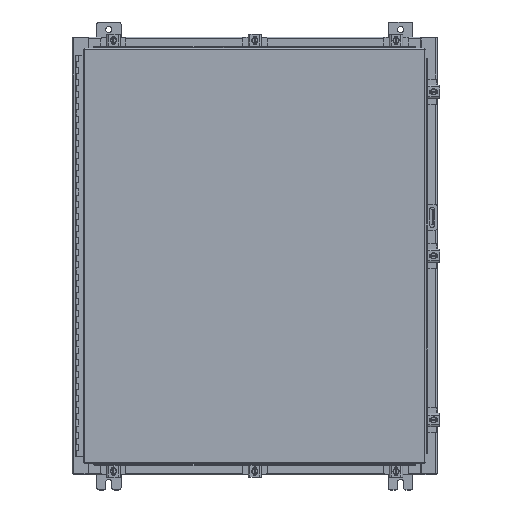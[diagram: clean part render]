
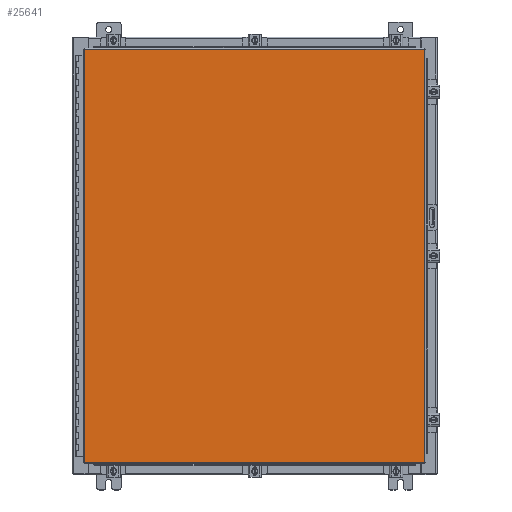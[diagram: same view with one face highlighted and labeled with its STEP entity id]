
A CAD part, top view. The second image highlights one B-rep face of the part: STEP entity #25641.
In plain terms, the highlighted planar face has unit normal (0, 0, 1).
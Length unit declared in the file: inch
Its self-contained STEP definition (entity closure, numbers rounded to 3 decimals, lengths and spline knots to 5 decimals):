
#120 = CARTESIAN_POINT ( 'NONE',  ( 13.9903, -17.0063, 0. ) ) ;
#190 = CARTESIAN_POINT ( 'NONE',  ( 13.9903, -17.0063, 0. ) ) ;
#953 = EDGE_LOOP ( 'NONE', ( #33686, #8342, #34039, #15385 ) ) ;
#1912 = EDGE_CURVE ( 'NONE', #29605, #11529, #9495, .T. ) ;
#2059 = VECTOR ( 'NONE', #27207, 39.37008 ) ;
#3304 = DIRECTION ( 'NONE',  ( 0., -1., 0. ) ) ;
#8342 = ORIENTED_EDGE ( 'NONE', *, *, #24426, .T. ) ;
#8872 = VERTEX_POINT ( 'NONE', #27887 ) ;
#9338 = FACE_OUTER_BOUND ( 'NONE', #953, .T. ) ;
#9495 = LINE ( 'NONE', #13674, #18539 ) ;
#10206 = EDGE_CURVE ( 'NONE', #15777, #29605, #15939, .T. ) ;
#11529 = VERTEX_POINT ( 'NONE', #120 ) ;
#13361 = PLANE ( 'NONE',  #43499 ) ;
#13674 = CARTESIAN_POINT ( 'NONE',  ( -13.9903, -17.0063, 0. ) ) ;
#13844 = VECTOR ( 'NONE', #3304, 39.37008 ) ;
#15385 = ORIENTED_EDGE ( 'NONE', *, *, #10206, .T. ) ;
#15777 = VERTEX_POINT ( 'NONE', #39285 ) ;
#15939 = LINE ( 'NONE', #20185, #13844 ) ;
#15982 = CARTESIAN_POINT ( 'NONE',  ( 0., 0., 0. ) ) ;
#16369 = EDGE_CURVE ( 'NONE', #8872, #15777, #16611, .T. ) ;
#16611 = LINE ( 'NONE', #39233, #42444 ) ;
#17910 = DIRECTION ( 'NONE',  ( -1., 0., 0. ) ) ;
#18539 = VECTOR ( 'NONE', #30500, 39.37008 ) ;
#20094 = LINE ( 'NONE', #190, #2059 ) ;
#20185 = CARTESIAN_POINT ( 'NONE',  ( -13.9903, 17.0063, 0. ) ) ;
#21145 = CARTESIAN_POINT ( 'NONE',  ( -13.9903, -17.0063, 0. ) ) ;
#24426 = EDGE_CURVE ( 'NONE', #11529, #8872, #20094, .T. ) ;
#25641 = ADVANCED_FACE ( 'NONE', ( #9338 ), #13361, .F. ) ;
#27207 = DIRECTION ( 'NONE',  ( 0., 1., 0. ) ) ;
#27887 = CARTESIAN_POINT ( 'NONE',  ( 13.9903, 17.0063, 0. ) ) ;
#29605 = VERTEX_POINT ( 'NONE', #21145 ) ;
#30500 = DIRECTION ( 'NONE',  ( 1., 0., 0. ) ) ;
#33686 = ORIENTED_EDGE ( 'NONE', *, *, #1912, .T. ) ;
#34039 = ORIENTED_EDGE ( 'NONE', *, *, #16369, .T. ) ;
#38094 = DIRECTION ( 'NONE',  ( 0., 0., -1. ) ) ;
#39233 = CARTESIAN_POINT ( 'NONE',  ( 13.9903, 17.0063, 0. ) ) ;
#39285 = CARTESIAN_POINT ( 'NONE',  ( -13.9903, 17.0063, 0. ) ) ;
#42444 = VECTOR ( 'NONE', #42630, 39.37008 ) ;
#42630 = DIRECTION ( 'NONE',  ( -1., 0., 0. ) ) ;
#43499 = AXIS2_PLACEMENT_3D ( 'NONE', #15982, #38094, #17910 ) ;
